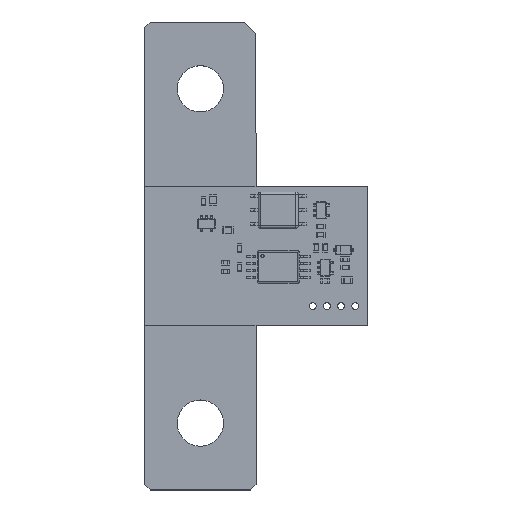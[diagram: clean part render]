
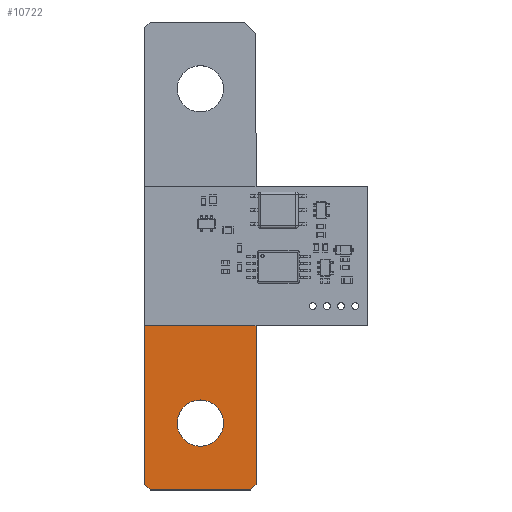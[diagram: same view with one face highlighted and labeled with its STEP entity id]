
A CAD part, top view. The second image highlights one B-rep face of the part: STEP entity #10722.
In plain terms, the highlighted planar face has unit normal (0, 0, 1).
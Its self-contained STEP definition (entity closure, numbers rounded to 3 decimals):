
#9778 = PLANE('',#9779);
#9779 = AXIS2_PLACEMENT_3D('',#9780,#9781,#9782);
#9780 = CARTESIAN_POINT('',(-42.,10.,0.));
#9781 = DIRECTION('',(0.,1.,0.));
#9782 = DIRECTION('',(1.,0.,0.));
#9806 = PLANE('',#9807);
#9807 = AXIS2_PLACEMENT_3D('',#9808,#9809,#9810);
#9808 = CARTESIAN_POINT('',(-41.5,9.5,0.));
#9809 = DIRECTION('',(-0.707,0.707,0.));
#9810 = DIRECTION('',(0.,0.,-1.));
#9834 = PLANE('',#9835);
#9835 = AXIS2_PLACEMENT_3D('',#9836,#9837,#9838);
#9836 = CARTESIAN_POINT('',(-42.,-10.,0.));
#9837 = DIRECTION('',(-1.,0.,0.));
#9838 = DIRECTION('',(0.,1.,0.));
#9862 = PLANE('',#9863);
#9863 = AXIS2_PLACEMENT_3D('',#9864,#9865,#9866);
#9864 = CARTESIAN_POINT('',(-41.5,-9.5,0.));
#9865 = DIRECTION('',(-0.707,-0.707,0.));
#9866 = DIRECTION('',(0.,0.,-1.));
#9890 = PLANE('',#9891);
#9891 = AXIS2_PLACEMENT_3D('',#9892,#9893,#9894);
#9892 = CARTESIAN_POINT('',(42.,-10.,0.));
#9893 = DIRECTION('',(0.,-1.,0.));
#9894 = DIRECTION('',(-1.,0.,0.));
#9978 = CYLINDRICAL_SURFACE('',#9979,4.15);
#9979 = AXIS2_PLACEMENT_3D('',#9980,#9981,#9982);
#9980 = CARTESIAN_POINT('',(-30.,0.,0.));
#9981 = DIRECTION('',(0.,0.,-1.));
#9982 = DIRECTION('',(1.,0.,0.));
#10249 = VERTEX_POINT('',#10250);
#10250 = CARTESIAN_POINT('',(-4.25,-10.,3.));
#10264 = PLANE('',#10265);
#10265 = AXIS2_PLACEMENT_3D('',#10266,#10267,#10268);
#10266 = CARTESIAN_POINT('',(-4.25,-10.,3.));
#10267 = DIRECTION('',(1.,0.,0.));
#10268 = DIRECTION('',(0.,1.,0.));
#10276 = EDGE_CURVE('',#10249,#10277,#10279,.T.);
#10277 = VERTEX_POINT('',#10278);
#10278 = CARTESIAN_POINT('',(-41.,-10.,3.));
#10279 = SURFACE_CURVE('',#10280,(#10284,#10291),.PCURVE_S1.);
#10280 = LINE('',#10281,#10282);
#10281 = CARTESIAN_POINT('',(42.,-10.,3.));
#10282 = VECTOR('',#10283,1.);
#10283 = DIRECTION('',(-1.,0.,0.));
#10284 = PCURVE('',#9890,#10285);
#10285 = DEFINITIONAL_REPRESENTATION('',(#10286),#10290);
#10286 = LINE('',#10287,#10288);
#10287 = CARTESIAN_POINT('',(0.,-3.));
#10288 = VECTOR('',#10289,1.);
#10289 = DIRECTION('',(1.,0.));
#10290 = ( GEOMETRIC_REPRESENTATION_CONTEXT(2) 
PARAMETRIC_REPRESENTATION_CONTEXT() REPRESENTATION_CONTEXT('2D SPACE',''
  ) );
#10291 = PCURVE('',#10292,#10297);
#10292 = PLANE('',#10293);
#10293 = AXIS2_PLACEMENT_3D('',#10294,#10295,#10296);
#10294 = CARTESIAN_POINT('',(-42.,10.,3.));
#10295 = DIRECTION('',(0.,0.,1.));
#10296 = DIRECTION('',(1.,0.,0.));
#10297 = DEFINITIONAL_REPRESENTATION('',(#10298),#10302);
#10298 = LINE('',#10299,#10300);
#10299 = CARTESIAN_POINT('',(84.,-20.));
#10300 = VECTOR('',#10301,1.);
#10301 = DIRECTION('',(-1.,0.));
#10302 = ( GEOMETRIC_REPRESENTATION_CONTEXT(2) 
PARAMETRIC_REPRESENTATION_CONTEXT() REPRESENTATION_CONTEXT('2D SPACE',''
  ) );
#10330 = VERTEX_POINT('',#10331);
#10331 = CARTESIAN_POINT('',(-41.,10.,3.));
#10352 = EDGE_CURVE('',#10330,#10353,#10355,.T.);
#10353 = VERTEX_POINT('',#10354);
#10354 = CARTESIAN_POINT('',(-4.25,10.,3.));
#10355 = SURFACE_CURVE('',#10356,(#10360,#10367),.PCURVE_S1.);
#10356 = LINE('',#10357,#10358);
#10357 = CARTESIAN_POINT('',(-42.,10.,3.));
#10358 = VECTOR('',#10359,1.);
#10359 = DIRECTION('',(1.,0.,0.));
#10360 = PCURVE('',#9778,#10361);
#10361 = DEFINITIONAL_REPRESENTATION('',(#10362),#10366);
#10362 = LINE('',#10363,#10364);
#10363 = CARTESIAN_POINT('',(0.,-3.));
#10364 = VECTOR('',#10365,1.);
#10365 = DIRECTION('',(1.,0.));
#10366 = ( GEOMETRIC_REPRESENTATION_CONTEXT(2) 
PARAMETRIC_REPRESENTATION_CONTEXT() REPRESENTATION_CONTEXT('2D SPACE',''
  ) );
#10367 = PCURVE('',#10292,#10368);
#10368 = DEFINITIONAL_REPRESENTATION('',(#10369),#10373);
#10369 = LINE('',#10370,#10371);
#10370 = CARTESIAN_POINT('',(0.,0.));
#10371 = VECTOR('',#10372,1.);
#10372 = DIRECTION('',(1.,0.));
#10373 = ( GEOMETRIC_REPRESENTATION_CONTEXT(2) 
PARAMETRIC_REPRESENTATION_CONTEXT() REPRESENTATION_CONTEXT('2D SPACE',''
  ) );
#10470 = EDGE_CURVE('',#10471,#10277,#10473,.T.);
#10471 = VERTEX_POINT('',#10472);
#10472 = CARTESIAN_POINT('',(-42.,-9.,3.));
#10473 = SURFACE_CURVE('',#10474,(#10478,#10485),.PCURVE_S1.);
#10474 = LINE('',#10475,#10476);
#10475 = CARTESIAN_POINT('',(-46.5,-4.5,3.));
#10476 = VECTOR('',#10477,1.);
#10477 = DIRECTION('',(0.707,-0.707,0.));
#10478 = PCURVE('',#9862,#10479);
#10479 = DEFINITIONAL_REPRESENTATION('',(#10480),#10484);
#10480 = LINE('',#10481,#10482);
#10481 = CARTESIAN_POINT('',(-3.,-7.071));
#10482 = VECTOR('',#10483,1.);
#10483 = DIRECTION('',(0.,1.));
#10484 = ( GEOMETRIC_REPRESENTATION_CONTEXT(2) 
PARAMETRIC_REPRESENTATION_CONTEXT() REPRESENTATION_CONTEXT('2D SPACE',''
  ) );
#10485 = PCURVE('',#10292,#10486);
#10486 = DEFINITIONAL_REPRESENTATION('',(#10487),#10491);
#10487 = LINE('',#10488,#10489);
#10488 = CARTESIAN_POINT('',(-4.5,-14.5));
#10489 = VECTOR('',#10490,1.);
#10490 = DIRECTION('',(0.707,-0.707));
#10491 = ( GEOMETRIC_REPRESENTATION_CONTEXT(2) 
PARAMETRIC_REPRESENTATION_CONTEXT() REPRESENTATION_CONTEXT('2D SPACE',''
  ) );
#10519 = VERTEX_POINT('',#10520);
#10520 = CARTESIAN_POINT('',(-42.,9.,3.));
#10541 = EDGE_CURVE('',#10330,#10519,#10542,.T.);
#10542 = SURFACE_CURVE('',#10543,(#10547,#10554),.PCURVE_S1.);
#10543 = LINE('',#10544,#10545);
#10544 = CARTESIAN_POINT('',(-41.5,9.5,3.));
#10545 = VECTOR('',#10546,1.);
#10546 = DIRECTION('',(-0.707,-0.707,0.));
#10547 = PCURVE('',#9806,#10548);
#10548 = DEFINITIONAL_REPRESENTATION('',(#10549),#10553);
#10549 = LINE('',#10550,#10551);
#10550 = CARTESIAN_POINT('',(-3.,0.));
#10551 = VECTOR('',#10552,1.);
#10552 = DIRECTION('',(0.,1.));
#10553 = ( GEOMETRIC_REPRESENTATION_CONTEXT(2) 
PARAMETRIC_REPRESENTATION_CONTEXT() REPRESENTATION_CONTEXT('2D SPACE',''
  ) );
#10554 = PCURVE('',#10292,#10555);
#10555 = DEFINITIONAL_REPRESENTATION('',(#10556),#10560);
#10556 = LINE('',#10557,#10558);
#10557 = CARTESIAN_POINT('',(0.5,-0.5));
#10558 = VECTOR('',#10559,1.);
#10559 = DIRECTION('',(-0.707,-0.707));
#10560 = ( GEOMETRIC_REPRESENTATION_CONTEXT(2) 
PARAMETRIC_REPRESENTATION_CONTEXT() REPRESENTATION_CONTEXT('2D SPACE',''
  ) );
#10569 = EDGE_CURVE('',#10471,#10519,#10570,.T.);
#10570 = SURFACE_CURVE('',#10571,(#10575,#10582),.PCURVE_S1.);
#10571 = LINE('',#10572,#10573);
#10572 = CARTESIAN_POINT('',(-42.,-10.,3.));
#10573 = VECTOR('',#10574,1.);
#10574 = DIRECTION('',(0.,1.,0.));
#10575 = PCURVE('',#9834,#10576);
#10576 = DEFINITIONAL_REPRESENTATION('',(#10577),#10581);
#10577 = LINE('',#10578,#10579);
#10578 = CARTESIAN_POINT('',(0.,-3.));
#10579 = VECTOR('',#10580,1.);
#10580 = DIRECTION('',(1.,0.));
#10581 = ( GEOMETRIC_REPRESENTATION_CONTEXT(2) 
PARAMETRIC_REPRESENTATION_CONTEXT() REPRESENTATION_CONTEXT('2D SPACE',''
  ) );
#10582 = PCURVE('',#10292,#10583);
#10583 = DEFINITIONAL_REPRESENTATION('',(#10584),#10588);
#10584 = LINE('',#10585,#10586);
#10585 = CARTESIAN_POINT('',(0.,-20.));
#10586 = VECTOR('',#10587,1.);
#10587 = DIRECTION('',(0.,1.));
#10588 = ( GEOMETRIC_REPRESENTATION_CONTEXT(2) 
PARAMETRIC_REPRESENTATION_CONTEXT() REPRESENTATION_CONTEXT('2D SPACE',''
  ) );
#10646 = VERTEX_POINT('',#10647);
#10647 = CARTESIAN_POINT('',(-25.85,0.,3.));
#10668 = EDGE_CURVE('',#10646,#10646,#10669,.T.);
#10669 = SURFACE_CURVE('',#10670,(#10675,#10682),.PCURVE_S1.);
#10670 = CIRCLE('',#10671,4.15);
#10671 = AXIS2_PLACEMENT_3D('',#10672,#10673,#10674);
#10672 = CARTESIAN_POINT('',(-30.,0.,3.));
#10673 = DIRECTION('',(0.,0.,1.));
#10674 = DIRECTION('',(1.,0.,0.));
#10675 = PCURVE('',#9978,#10676);
#10676 = DEFINITIONAL_REPRESENTATION('',(#10677),#10681);
#10677 = LINE('',#10678,#10679);
#10678 = CARTESIAN_POINT('',(6.283,-3.));
#10679 = VECTOR('',#10680,1.);
#10680 = DIRECTION('',(-1.,0.));
#10681 = ( GEOMETRIC_REPRESENTATION_CONTEXT(2) 
PARAMETRIC_REPRESENTATION_CONTEXT() REPRESENTATION_CONTEXT('2D SPACE',''
  ) );
#10682 = PCURVE('',#10292,#10683);
#10683 = DEFINITIONAL_REPRESENTATION('',(#10684),#10688);
#10684 = CIRCLE('',#10685,4.15);
#10685 = AXIS2_PLACEMENT_2D('',#10686,#10687);
#10686 = CARTESIAN_POINT('',(12.,-10.));
#10687 = DIRECTION('',(1.,0.));
#10688 = ( GEOMETRIC_REPRESENTATION_CONTEXT(2) 
PARAMETRIC_REPRESENTATION_CONTEXT() REPRESENTATION_CONTEXT('2D SPACE',''
  ) );
#10722 = ADVANCED_FACE('',(#10723,#10751),#10292,.T.);
#10723 = FACE_BOUND('',#10724,.T.);
#10724 = EDGE_LOOP('',(#10725,#10726,#10727,#10728,#10729,#10730));
#10725 = ORIENTED_EDGE('',*,*,#10352,.F.);
#10726 = ORIENTED_EDGE('',*,*,#10541,.T.);
#10727 = ORIENTED_EDGE('',*,*,#10569,.F.);
#10728 = ORIENTED_EDGE('',*,*,#10470,.T.);
#10729 = ORIENTED_EDGE('',*,*,#10276,.F.);
#10730 = ORIENTED_EDGE('',*,*,#10731,.T.);
#10731 = EDGE_CURVE('',#10249,#10353,#10732,.T.);
#10732 = SURFACE_CURVE('',#10733,(#10737,#10744),.PCURVE_S1.);
#10733 = LINE('',#10734,#10735);
#10734 = CARTESIAN_POINT('',(-4.25,-10.,3.));
#10735 = VECTOR('',#10736,1.);
#10736 = DIRECTION('',(0.,1.,0.));
#10737 = PCURVE('',#10292,#10738);
#10738 = DEFINITIONAL_REPRESENTATION('',(#10739),#10743);
#10739 = LINE('',#10740,#10741);
#10740 = CARTESIAN_POINT('',(37.75,-20.));
#10741 = VECTOR('',#10742,1.);
#10742 = DIRECTION('',(0.,1.));
#10743 = ( GEOMETRIC_REPRESENTATION_CONTEXT(2) 
PARAMETRIC_REPRESENTATION_CONTEXT() REPRESENTATION_CONTEXT('2D SPACE',''
  ) );
#10744 = PCURVE('',#10264,#10745);
#10745 = DEFINITIONAL_REPRESENTATION('',(#10746),#10750);
#10746 = LINE('',#10747,#10748);
#10747 = CARTESIAN_POINT('',(0.,0.));
#10748 = VECTOR('',#10749,1.);
#10749 = DIRECTION('',(1.,0.));
#10750 = ( GEOMETRIC_REPRESENTATION_CONTEXT(2) 
PARAMETRIC_REPRESENTATION_CONTEXT() REPRESENTATION_CONTEXT('2D SPACE',''
  ) );
#10751 = FACE_BOUND('',#10752,.T.);
#10752 = EDGE_LOOP('',(#10753));
#10753 = ORIENTED_EDGE('',*,*,#10668,.F.);
